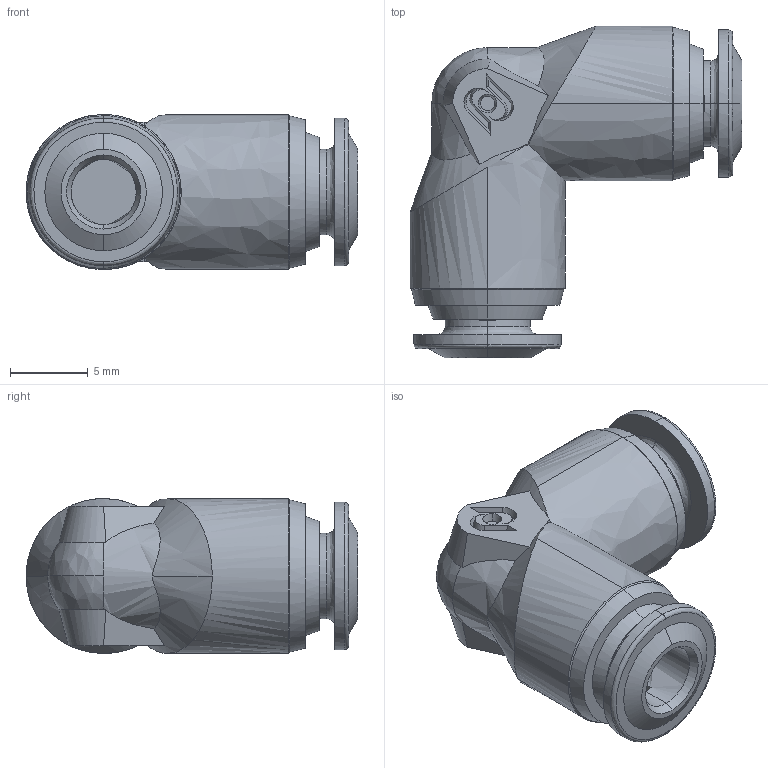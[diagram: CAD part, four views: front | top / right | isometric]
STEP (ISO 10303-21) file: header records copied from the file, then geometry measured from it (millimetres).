
FILE_DESCRIPTION (( 'STEP AP214' ), '1' );
FILE_NAME ('PUL04_ME.STEP', '2018-09-06T13:53:21', ( '' ), ( '' ), 'SwSTEP 2.0', 'SolidWorks 2018', '' );
FILE_SCHEMA (( 'AUTOMOTIVE_DESIGN' ));
Length unit declared in the file: millimetre
Products named in the file (1): PUL04_ME
Bounding box: 21.4 x 21.4 x 10 mm (x, y, z)
Volume: 1941.5 mm3; surface area: 1345.2 mm2
Topology: 1 solids, 1 shells, 122 faces, 337 edges, 227 vertices
Faces by surface type: bspline 122
Entity records: 5921 total; most frequent: CARTESIAN_POINT 3917, ORIENTED_EDGE 670, EDGE_CURVE 335, B_SPLINE_CURVE_WITH_KNOTS 269, VERTEX_POINT 227, EDGE_LOOP 142, FACE_OUTER_BOUND 122, ADVANCED_FACE 122
